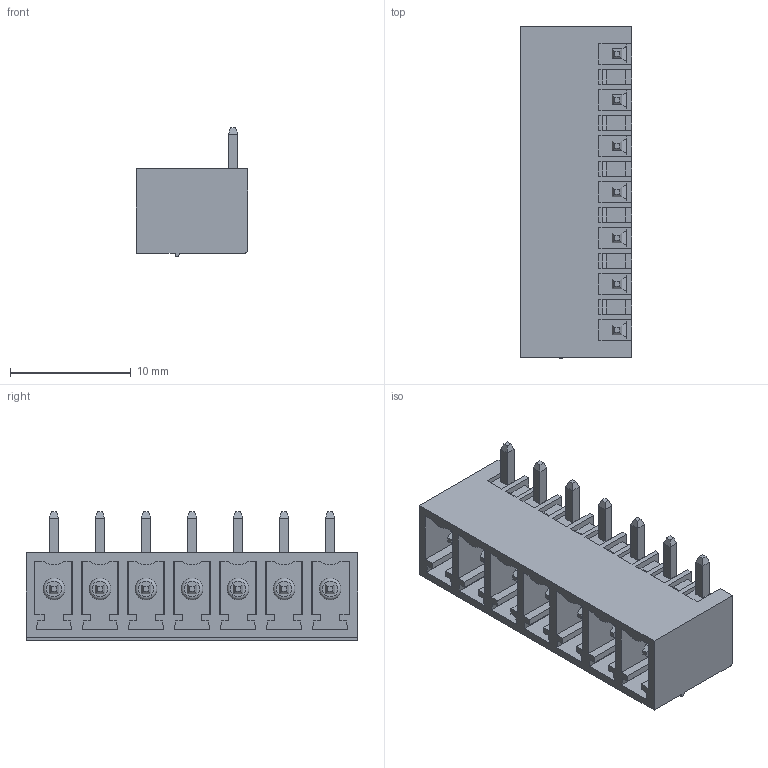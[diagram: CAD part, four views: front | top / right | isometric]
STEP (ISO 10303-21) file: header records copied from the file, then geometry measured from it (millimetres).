
FILE_DESCRIPTION(('STEP AP214'),'1');
FILE_NAME('PV07-3,81-H-P.stp','2021-04-06T10:58:49',(' '),(' '),'Spatial InterOp 3D',' ',' ');
FILE_SCHEMA(('AUTOMOTIVE_DESIGN { 1 0 10303 214 1 1 1 1 }'));
Length unit declared in the file: metre
Products named in the file (1): 1617710805
Bounding box: 9.2 x 27.47 x 10.65 mm (x, y, z)
Volume: 1007.8 mm3; surface area: 2270.4 mm2
Topology: 1 solids, 1 shells, 374 faces, 997 edges, 646 vertices
Faces by surface type: plane 352, cylinder 15, torus 7
Full cylindrical faces by diameter (mm): 1.8 x7
Entity records: 14226 total; most frequent: CARTESIAN_POINT 1990, ORIENTED_EDGE 1952, DIRECTION 1763, EDGE_CURVE 976, LINE 939, VECTOR 939, VERTEX_POINT 639, AXIS2_PLACEMENT_3D 412
